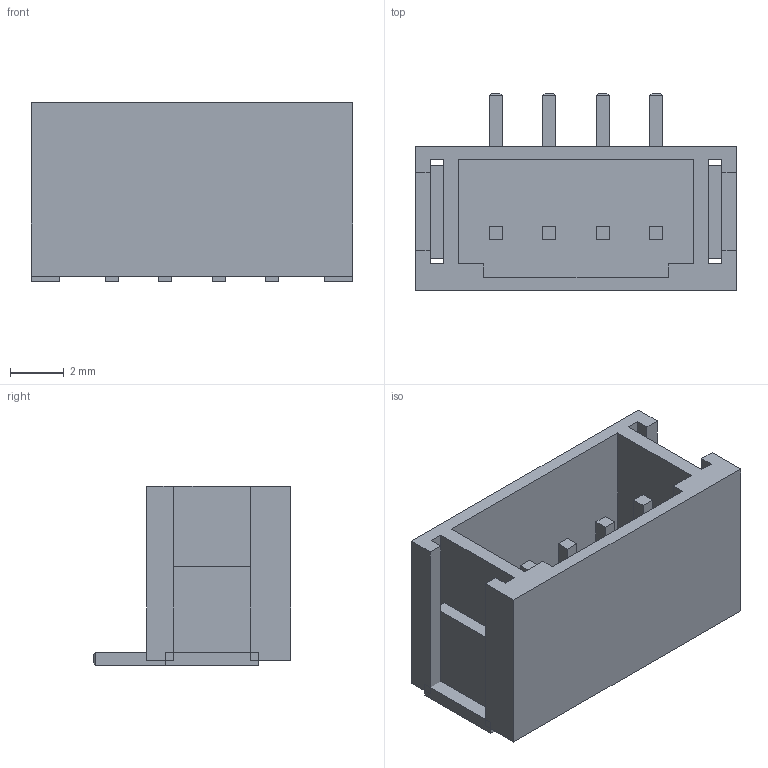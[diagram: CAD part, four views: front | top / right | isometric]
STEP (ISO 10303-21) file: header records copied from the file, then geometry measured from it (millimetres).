
FILE_DESCRIPTION(/* description */ (''),/* implementation_level */ '2;1');
FILE_NAME(/* name */ '4PIN_PH2P0_VERTICAL_SMT.stp',/* time_stamp */ '2020-04-13T18:25:25+08:00',/* author */ (''),/* organization */ (''),/* preprocessor_version */ 'ST-DEVELOPER v15',/* originating_system */ 'SIEMENS PLM Software NX 8.5',/* authorisation */ '');
FILE_SCHEMA (('AUTOMOTIVE_DESIGN { 1 0 10303 214 3 1 1 1 }'));
Length unit declared in the file: millimetre
Products named in the file (1): 4PIN_PH2P0_VERTICAL_SMT
Bounding box: 12 x 7.4 x 6.7 mm (x, y, z)
Volume: 192.9 mm3; surface area: 702.2 mm2
Topology: 7 solids, 7 shells, 95 faces, 224 edges, 144 vertices
Faces by surface type: plane 95
Entity records: 2705 total; most frequent: CARTESIAN_POINT 464, ORIENTED_EDGE 448, DIRECTION 416, EDGE_CURVE 224, LINE 224, VECTOR 224, VERTEX_POINT 144, EDGE_LOOP 96
